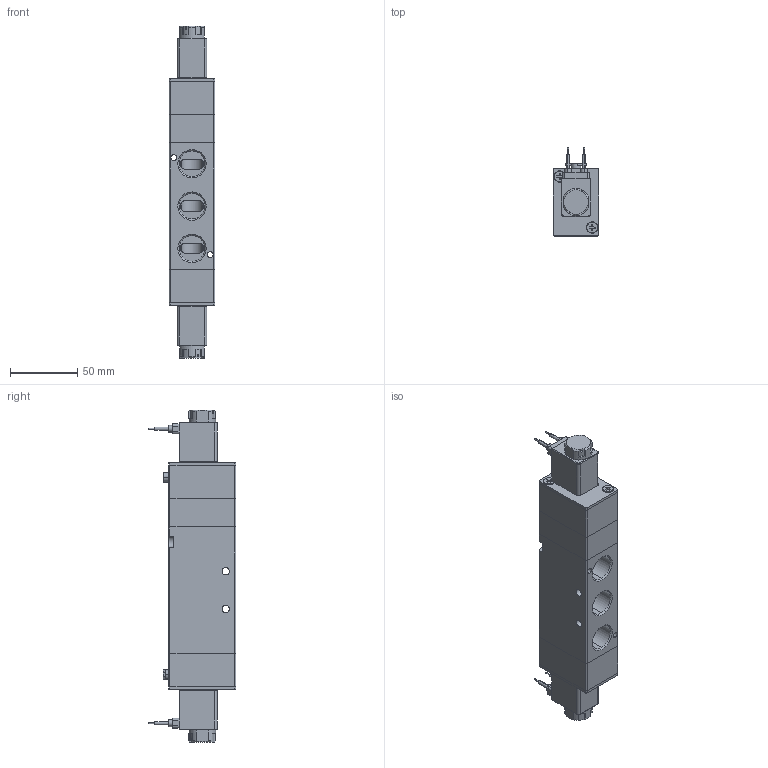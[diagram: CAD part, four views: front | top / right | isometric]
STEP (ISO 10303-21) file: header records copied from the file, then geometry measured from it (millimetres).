
FILE_DESCRIPTION (( 'STEP AP203' ), '1' );
FILE_NAME ('4V430C-E-P-15-G.STEP', '2016-07-08T21:01:13', ( '' ), ( '' ), 'SwSTEP 2.0', 'SolidWorks 2016', '' );
FILE_SCHEMA (( 'CONFIG_CONTROL_DESIGN' ));
Length unit declared in the file: inch
Products named in the file (13): 4V410-13-戌s; 4V210-ｯ+ｪ-ｦ-+-G-+-+; 4V410-XD-03-+氖+-; 4V430C-E-P-15-G; 4V430-15++ｦT+ｷ-G-+-+; cross recessed countersunk head screws gb2_GB_CROSS_SCREWS_TYPE10 M4X30-27.3-H1-N; cross recessed countersunk head screws gb2_GB_CROSS_SCREWS_TYPE10 M4X40-37.3-H1-N; 4V210-¯+ª(¦÷-¯-+)_2; 4V210-¯+ª(¦÷-¯-+); 4V410-15+ｺｦs-G-+-+; 4V210-¯+ª(¦÷-¯-+)_1; 4V410-14-+ｦ++ｺ+ｷ; 4V210-¯+ª(¦÷-¯-+)_3
Assembly tree (19 placements, depth 3):
  4V430C-E-P-15-G
    4V410-15+ｺｦs-G-+-+
    4V410-14-+ｦ++ｺ+ｷ  x2
    4V410-13-戌s  x2
    4V410-XD-03-+氖+-  x2
    4V430-15++ｦT+ｷ-G-+-+
    cross recessed countersunk head screws gb2_GB_CROSS_SCREWS_TYPE10 M4X30-27.3-H1-N  x2
    cross recessed countersunk head screws gb2_GB_CROSS_SCREWS_TYPE10 M4X40-37.3-H1-N  x2
    4V210-¯+ª(¦÷-¯-+)_3  x2
      4V210-¯+ª(¦÷-¯-+)_2
      4V210-¯+ª(¦÷-¯-+)
      4V210-¯+ª(¦÷-¯-+)_1
    4V210-ｯ+ｪ-ｦ-+-G-+-+  x2
Bounding box: 34 x 65.2 x 246.9 mm (x, y, z)
Volume: 271176.2 mm3; surface area: 79528.9 mm2
Topology: 20 solids, 20 shells, 490 faces, 1198 edges, 782 vertices
Faces by surface type: plane 235, cylinder 217, cone 34, bspline 4
Entity records: 10994 total; most frequent: CARTESIAN_POINT 1948, DIRECTION 1651, ORIENTED_EDGE 1482, EDGE_CURVE 741, AXIS2_PLACEMENT_3D 625, VERTEX_POINT 482, VECTOR 401, LINE 401
